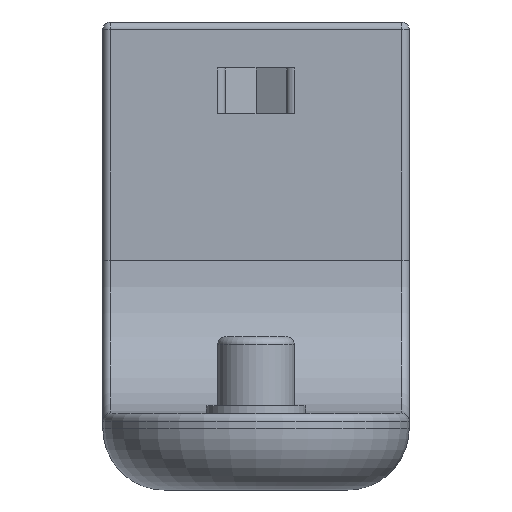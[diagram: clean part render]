
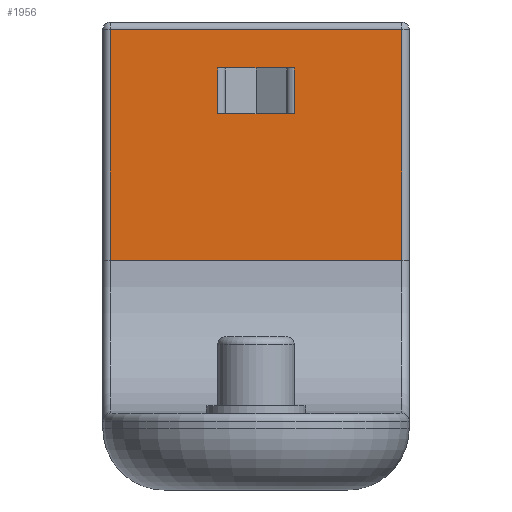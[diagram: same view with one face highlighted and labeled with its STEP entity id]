
A CAD part, left-side view. The second image highlights one B-rep face of the part: STEP entity #1956.
In plain terms, the highlighted planar face has unit normal (-1, 0, 0).
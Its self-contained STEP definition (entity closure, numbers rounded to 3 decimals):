
#41=FACE_BOUND('',#677,.T.);
#69=PLANE('',#2178);
#180=LINE('',#3131,#346);
#185=LINE('',#3146,#351);
#193=LINE('',#3192,#359);
#198=LINE('',#3221,#364);
#201=LINE('',#3226,#367);
#229=LINE('',#3394,#395);
#230=LINE('',#3396,#396);
#231=LINE('',#3397,#397);
#346=VECTOR('',#2469,10.);
#351=VECTOR('',#2482,10.);
#359=VECTOR('',#2540,10.);
#364=VECTOR('',#2577,10.);
#367=VECTOR('',#2584,10.);
#395=VECTOR('',#2722,10.);
#396=VECTOR('',#2725,10.);
#397=VECTOR('',#2726,10.);
#552=FACE_OUTER_BOUND('',#676,.T.);
#676=EDGE_LOOP('',(#1673,#1674,#1675,#1676));
#677=EDGE_LOOP('',(#1677,#1678,#1679,#1680));
#935=VERTEX_POINT('',#3124);
#938=VERTEX_POINT('',#3129);
#941=VERTEX_POINT('',#3139);
#944=VERTEX_POINT('',#3144);
#954=VERTEX_POINT('',#3180);
#955=VERTEX_POINT('',#3184);
#957=VERTEX_POINT('',#3190);
#964=VERTEX_POINT('',#3214);
#1144=EDGE_CURVE('',#938,#935,#180,.T.);
#1151=EDGE_CURVE('',#944,#941,#185,.T.);
#1174=EDGE_CURVE('',#955,#957,#193,.T.);
#1189=EDGE_CURVE('',#964,#954,#198,.T.);
#1192=EDGE_CURVE('',#954,#955,#201,.T.);
#1255=EDGE_CURVE('',#957,#964,#229,.T.);
#1256=EDGE_CURVE('',#938,#941,#230,.T.);
#1257=EDGE_CURVE('',#944,#935,#231,.T.);
#1673=ORIENTED_EDGE('',*,*,#1189,.F.);
#1674=ORIENTED_EDGE('',*,*,#1255,.F.);
#1675=ORIENTED_EDGE('',*,*,#1174,.F.);
#1676=ORIENTED_EDGE('',*,*,#1192,.F.);
#1677=ORIENTED_EDGE('',*,*,#1256,.T.);
#1678=ORIENTED_EDGE('',*,*,#1151,.F.);
#1679=ORIENTED_EDGE('',*,*,#1257,.T.);
#1680=ORIENTED_EDGE('',*,*,#1144,.F.);
#1956=ADVANCED_FACE('',(#552,#41),#69,.T.);
#2178=AXIS2_PLACEMENT_3D('',#3395,#2723,#2724);
#2469=DIRECTION('',(0.,0.,-1.));
#2482=DIRECTION('',(0.,0.,1.));
#2540=DIRECTION('',(0.,0.,-1.));
#2577=DIRECTION('',(0.,0.,1.));
#2584=DIRECTION('',(0.,-1.,0.));
#2722=DIRECTION('',(0.,1.,0.));
#2723=DIRECTION('center_axis',(-1.,0.,0.));
#2724=DIRECTION('ref_axis',(0.,-1.,0.));
#2725=DIRECTION('',(0.,-1.,0.));
#2726=DIRECTION('',(0.,1.,0.));
#3124=CARTESIAN_POINT('',(40.,2.5,24.55));
#3129=CARTESIAN_POINT('',(40.,2.5,27.55));
#3131=CARTESIAN_POINT('',(40.,2.5,16.275));
#3139=CARTESIAN_POINT('',(40.,-2.5,27.55));
#3144=CARTESIAN_POINT('',(40.,-2.5,24.55));
#3146=CARTESIAN_POINT('',(40.,-2.5,16.275));
#3180=CARTESIAN_POINT('',(40.,9.5,30.05));
#3184=CARTESIAN_POINT('',(40.,-9.5,30.05));
#3190=CARTESIAN_POINT('',(40.,-9.5,15.));
#3192=CARTESIAN_POINT('',(40.,-9.5,2.5));
#3214=CARTESIAN_POINT('',(40.,9.5,15.));
#3221=CARTESIAN_POINT('',(40.,9.5,2.5));
#3226=CARTESIAN_POINT('',(40.,5.,30.05));
#3394=CARTESIAN_POINT('',(40.,5.,15.));
#3395=CARTESIAN_POINT('Origin',(40.,10.,5.));
#3396=CARTESIAN_POINT('',(40.,5.,27.55));
#3397=CARTESIAN_POINT('',(40.,5.,24.55));
